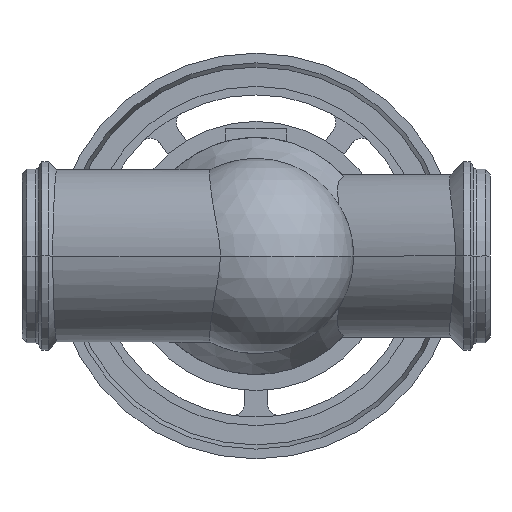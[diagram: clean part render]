
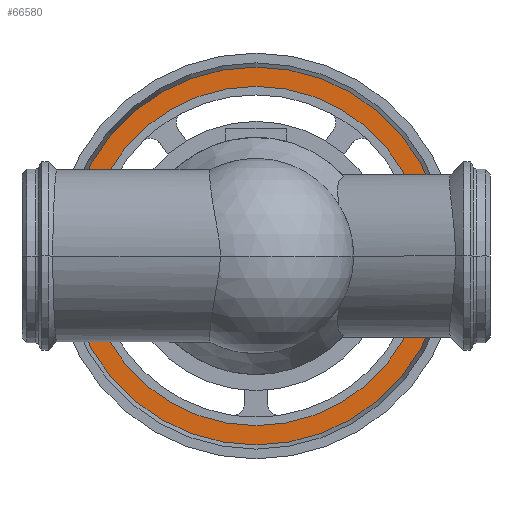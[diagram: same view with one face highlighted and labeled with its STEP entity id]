
A CAD part, front view. The second image highlights one B-rep face of the part: STEP entity #66580.
In plain terms, the highlighted planar face has unit normal (0, -1, 0).
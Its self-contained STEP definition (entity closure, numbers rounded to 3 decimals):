
#66100=CARTESIAN_POINT('',(542.218,550.76,0.)
);
#66110=VERTEX_POINT('',#66100);
#66140=CARTESIAN_POINT('',(300.,550.76,0.));
#66150=DIRECTION('',(0.,1.,0.));
#66160=DIRECTION('',(1.,0.,0.));
#66170=AXIS2_PLACEMENT_3D('',#66140,#66150,#66160);
#66180=CIRCLE('',#66170,242.218);
#66190=CARTESIAN_POINT('',(57.782,550.76,0.));
#66200=VERTEX_POINT('',#66190);
#66210=EDGE_CURVE('',#66200,#66110,#66180,.T.);
#66330=CARTESIAN_POINT('',(529.859,550.76,0.
));
#66340=DIRECTION('',(0.,-1.,0.));
#66350=DIRECTION('',(-1.,0.,0.));
#66360=AXIS2_PLACEMENT_3D('',#66330,#66340,#66350);
#66370=PLANE('',#66360);
#66380=EDGE_CURVE('',#66110,#66200,#66180,.T.);
#66390=ORIENTED_EDGE('',*,*,#66380,.F.);
#66400=ORIENTED_EDGE('',*,*,#66210,.F.);
#66410=EDGE_LOOP('',(#66400,#66390));
#66420=FACE_OUTER_BOUND('',#66410,.T.);
#66430=CARTESIAN_POINT('',(300.,550.76,0.));
#66440=DIRECTION('',(0.,1.,0.));
#66450=DIRECTION('',(1.,0.,0.));
#66460=AXIS2_PLACEMENT_3D('',#66430,#66440,#66450);
#66470=CIRCLE('',#66460,217.5);
#66480=CARTESIAN_POINT('',(82.5,550.76,0.));
#66490=VERTEX_POINT('',#66480);
#66500=CARTESIAN_POINT('',(517.5,550.76,0.));
#66510=VERTEX_POINT('',#66500);
#66520=EDGE_CURVE('',#66490,#66510,#66470,.T.);
#66530=ORIENTED_EDGE('',*,*,#66520,.T.);
#66540=EDGE_CURVE('',#66510,#66490,#66470,.T.);
#66550=ORIENTED_EDGE('',*,*,#66540,.T.);
#66560=EDGE_LOOP('',(#66550,#66530));
#66570=FACE_BOUND('',#66560,.T.);
#66580=ADVANCED_FACE('',(#66420,#66570),#66370,.T.);
